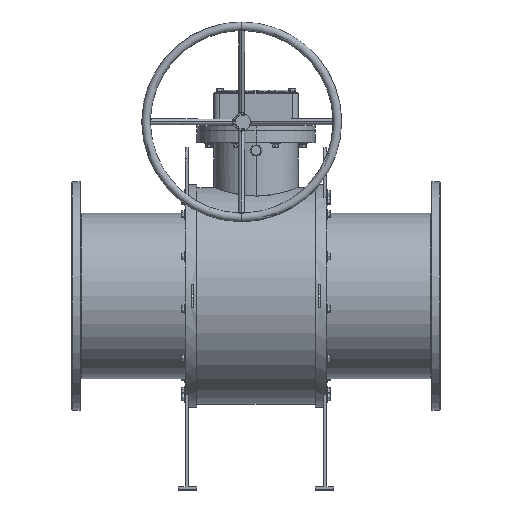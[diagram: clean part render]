
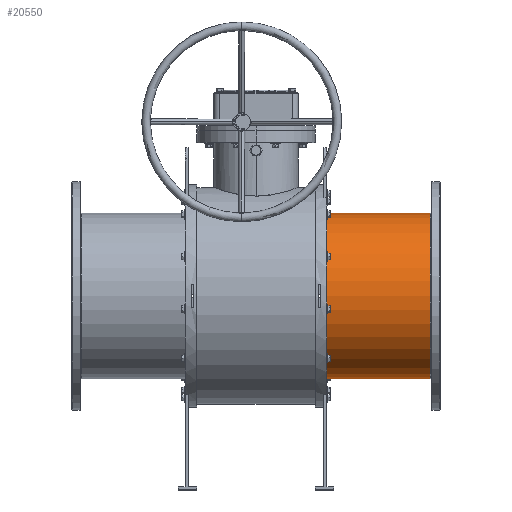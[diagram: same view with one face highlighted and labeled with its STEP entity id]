
A CAD part, top view. The second image highlights one B-rep face of the part: STEP entity #20550.
In plain terms, the highlighted cylindrical face has radius 290 mm (diameter 580 mm), a partial arc.
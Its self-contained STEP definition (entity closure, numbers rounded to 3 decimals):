
#64 = CARTESIAN_POINT ( 'NONE',  ( 610.5, 290., 0. ) ) ;
#185 = DIRECTION ( 'NONE',  ( 1., 0., 0. ) ) ;
#2591 = CYLINDRICAL_SURFACE ( 'NONE', #6505, 290. ) ;
#3006 = DIRECTION ( 'NONE',  ( -1., 0., 0. ) ) ;
#4086 = CARTESIAN_POINT ( 'NONE',  ( 247.5, 0., 0. ) ) ;
#4406 = CARTESIAN_POINT ( 'NONE',  ( -647.5, 0., 0. ) ) ;
#4550 = FACE_OUTER_BOUND ( 'NONE', #21652, .T. ) ;
#4640 = EDGE_CURVE ( 'NONE', #11764, #20844, #20935, .T. ) ;
#4760 = ORIENTED_EDGE ( 'NONE', *, *, #13081, .T. ) ;
#4972 = DIRECTION ( 'NONE',  ( 0., -1., 0. ) ) ;
#6350 = CARTESIAN_POINT ( 'NONE',  ( 610.5, -290., 0. ) ) ;
#6505 = AXIS2_PLACEMENT_3D ( 'NONE', #4406, #13031, #4972 ) ;
#7602 = CARTESIAN_POINT ( 'NONE',  ( 610.5, 0., 0. ) ) ;
#8032 = EDGE_CURVE ( 'NONE', #10928, #18799, #16624, .T. ) ;
#8165 = CARTESIAN_POINT ( 'NONE',  ( -647.5, 290., 0. ) ) ;
#8398 = VECTOR ( 'NONE', #10659, 1000. ) ;
#10659 = DIRECTION ( 'NONE',  ( -1., 0., 0. ) ) ;
#10928 = VERTEX_POINT ( 'NONE', #14290 ) ;
#11764 = VERTEX_POINT ( 'NONE', #6350 ) ;
#13031 = DIRECTION ( 'NONE',  ( -1., 0., 0. ) ) ;
#13081 = EDGE_CURVE ( 'NONE', #20844, #10928, #27215, .T. ) ;
#13889 = ORIENTED_EDGE ( 'NONE', *, *, #4640, .T. ) ;
#14290 = CARTESIAN_POINT ( 'NONE',  ( 247.5, 290., 0. ) ) ;
#14329 = CARTESIAN_POINT ( 'NONE',  ( 247.5, -290., 0. ) ) ;
#14716 = DIRECTION ( 'NONE',  ( -1., 0., 0. ) ) ;
#14848 = LINE ( 'NONE', #16786, #8398 ) ;
#16624 = CIRCLE ( 'NONE', #21942, 290. ) ;
#16786 = CARTESIAN_POINT ( 'NONE',  ( -647.5, -290., 0. ) ) ;
#17042 = EDGE_CURVE ( 'NONE', #11764, #18799, #14848, .T. ) ;
#18275 = ORIENTED_EDGE ( 'NONE', *, *, #8032, .T. ) ;
#18799 = VERTEX_POINT ( 'NONE', #14329 ) ;
#20550 = ADVANCED_FACE ( 'NONE', ( #4550 ), #2591, .T. ) ;
#20844 = VERTEX_POINT ( 'NONE', #64 ) ;
#20935 = CIRCLE ( 'NONE', #23131, 290. ) ;
#21652 = EDGE_LOOP ( 'NONE', ( #13889, #4760, #18275, #24128 ) ) ;
#21942 = AXIS2_PLACEMENT_3D ( 'NONE', #4086, #185, #25911 ) ;
#23131 = AXIS2_PLACEMENT_3D ( 'NONE', #7602, #3006, #26511 ) ;
#24128 = ORIENTED_EDGE ( 'NONE', *, *, #17042, .F. ) ;
#25206 = VECTOR ( 'NONE', #14716, 1000. ) ;
#25911 = DIRECTION ( 'NONE',  ( 0., 0., -1. ) ) ;
#26511 = DIRECTION ( 'NONE',  ( 0., 1., 0. ) ) ;
#27215 = LINE ( 'NONE', #8165, #25206 ) ;
